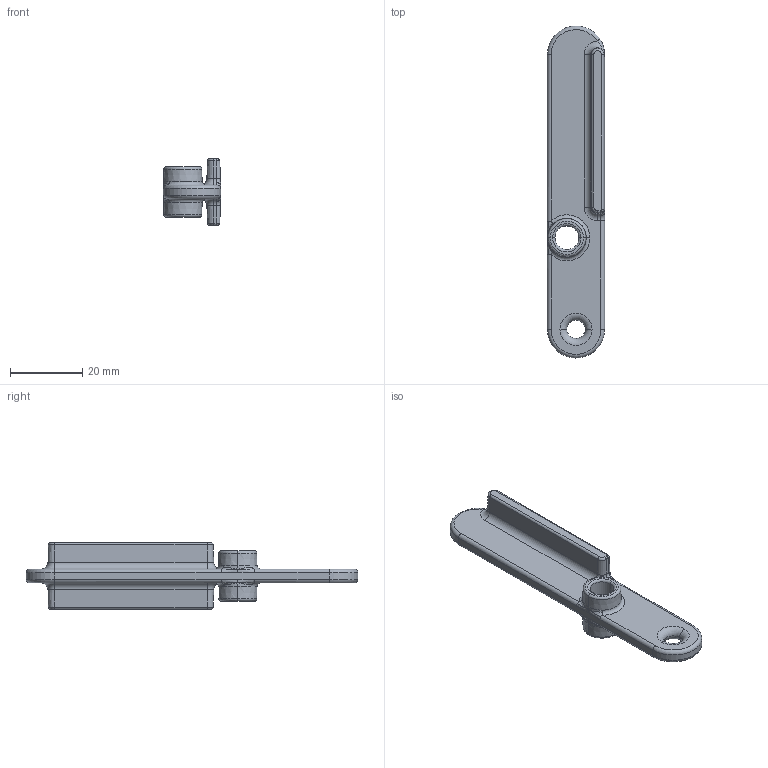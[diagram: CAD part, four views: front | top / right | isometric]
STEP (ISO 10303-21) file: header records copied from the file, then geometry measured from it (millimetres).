
FILE_DESCRIPTION (( 'STEP AP214' ), '1' );
FILE_NAME ('am-3036 Trigger.STEP', '2015-09-02T18:30:10', ( '' ), ( '' ), 'SwSTEP 2.0', 'SolidWorks 2014', '' );
FILE_SCHEMA (( 'AUTOMOTIVE_DESIGN' ));
Length unit declared in the file: inch
Products named in the file (1): am-3036 Trigger
Bounding box: 15.88 x 92.07 x 18.54 mm (x, y, z)
Volume: 8087.5 mm3; surface area: 5196.4 mm2
Topology: 1 solids, 1 shells, 99 faces, 231 edges, 134 vertices
Faces by surface type: torus 32, cylinder 24, bspline 21, plane 14, cone 8
Entity records: 4277 total; most frequent: CARTESIAN_POINT 2116, ORIENTED_EDGE 462, DIRECTION 430, EDGE_CURVE 231, AXIS2_PLACEMENT_3D 186, VERTEX_POINT 134, CIRCLE 107, EDGE_LOOP 103
